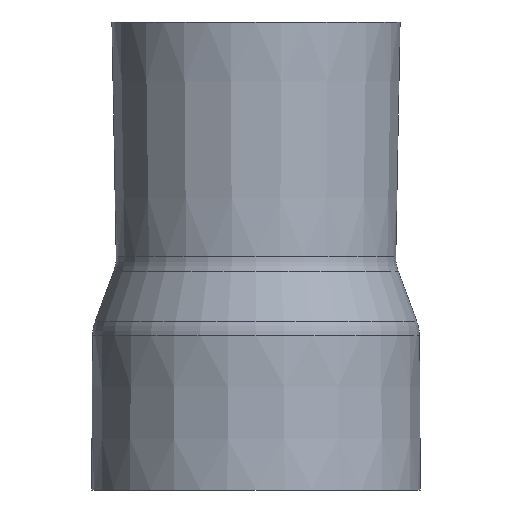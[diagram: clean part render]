
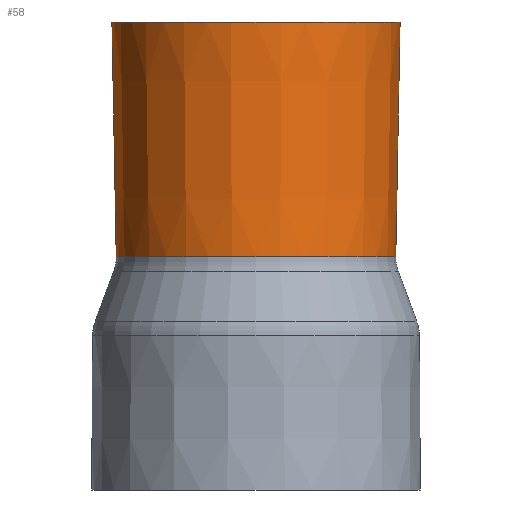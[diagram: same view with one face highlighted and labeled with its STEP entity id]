
A CAD part, front view. The second image highlights one B-rep face of the part: STEP entity #58.
In plain terms, the highlighted conical face has half-angle 1.05 degrees and reference radius 17.317 mm.
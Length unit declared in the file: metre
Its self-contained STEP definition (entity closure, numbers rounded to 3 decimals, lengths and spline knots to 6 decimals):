
#58 = ADVANCED_FACE( '', ( #121, #122 ), #123, .T. );
#121 = FACE_OUTER_BOUND( '', #176, .T. );
#122 = FACE_BOUND( '', #177, .T. );
#123 = CONICAL_SURFACE( '', #178, 0.017317, 0.018 );
#176 = EDGE_LOOP( '', ( #247 ) );
#177 = EDGE_LOOP( '', ( #248 ) );
#178 = AXIS2_PLACEMENT_3D( '', #249, #250, #251 );
#247 = ORIENTED_EDGE( '', *, *, #271, .T. );
#248 = ORIENTED_EDGE( '', *, *, #253, .F. );
#249 = CARTESIAN_POINT( '', ( 0., 0., 0.028922 ) );
#250 = DIRECTION( '', ( 0., 0., 1. ) );
#251 = DIRECTION( '', ( 1., 0., 0. ) );
#253 = EDGE_CURVE( '', #277, #277, #278, .T. );
#271 = EDGE_CURVE( '', #306, #306, #307, .T. );
#277 = VERTEX_POINT( '', #313 );
#278 = CIRCLE( '', #314, 0.017317 );
#306 = VERTEX_POINT( '', #342 );
#307 = CIRCLE( '', #343, 0.01785 );
#313 = CARTESIAN_POINT( '', ( -0.017317, 0., 0.028922 ) );
#314 = AXIS2_PLACEMENT_3D( '', #348, #349, #350 );
#342 = CARTESIAN_POINT( '', ( -0.01785, 0., 0.057981 ) );
#343 = AXIS2_PLACEMENT_3D( '', #381, #382, #383 );
#348 = CARTESIAN_POINT( '', ( 0., 0., 0.028922 ) );
#349 = DIRECTION( '', ( 0., 0., -1. ) );
#350 = DIRECTION( '', ( -1., 0., 0. ) );
#381 = CARTESIAN_POINT( '', ( 0., 0., 0.057981 ) );
#382 = DIRECTION( '', ( 0., 0., -1. ) );
#383 = DIRECTION( '', ( -1., 0., 0. ) );
